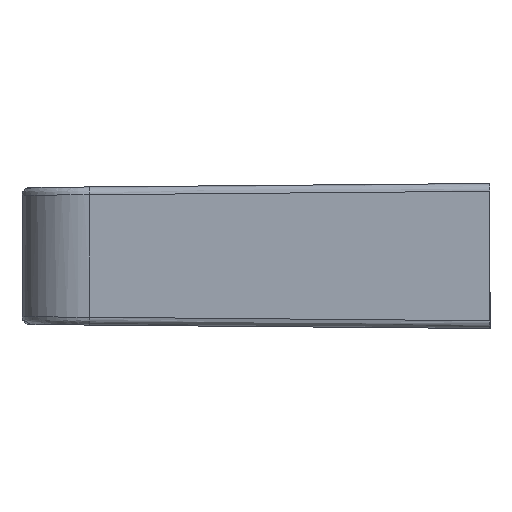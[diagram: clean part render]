
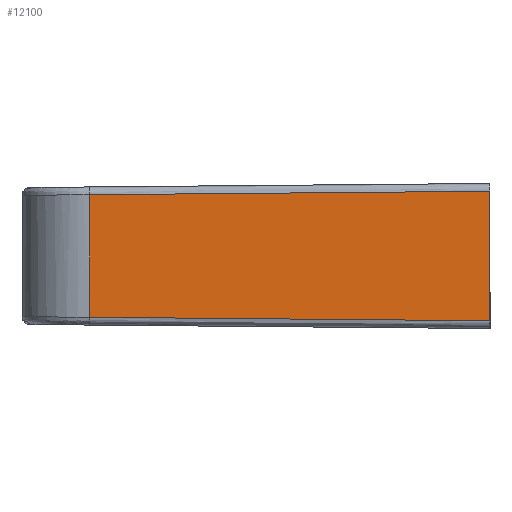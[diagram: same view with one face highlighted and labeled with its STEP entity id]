
A CAD part, left-side view. The second image highlights one B-rep face of the part: STEP entity #12100.
In plain terms, the highlighted planar face has unit normal (-0.999, 0.035, 0).
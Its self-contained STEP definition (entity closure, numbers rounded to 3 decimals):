
#6910=CARTESIAN_POINT('',(-102.,0.,-4.15));
#6920=VERTEX_POINT('',#6910);
#6950=CARTESIAN_POINT('',(-102.,0.,0.));
#6960=DIRECTION('',(0.,0.,1.));
#6970=VECTOR('',#6960,1.);
#6980=LINE('',#6950,#6970);
#6990=CARTESIAN_POINT('',(-102.,0.,4.15));
#7000=VERTEX_POINT('',#6990);
#7010=EDGE_CURVE('',#6920,#7000,#6980,.T.);
#11800=CARTESIAN_POINT('',(-102.,0.,0.));
#11810=DIRECTION('',(-0.999,0.035,0.));
#11820=DIRECTION('',(0.035,0.999,0.));
#11830=AXIS2_PLACEMENT_3D('',#11800,#11810,#11820);
#11840=PLANE('',#11830);
#11850=CARTESIAN_POINT('',(-101.999,0.017,
-4.15));
#11860=DIRECTION('',(0.035,0.999,
0.009));
#11870=VECTOR('',#11860,1.);
#11880=LINE('',#11850,#11870);
#11890=CARTESIAN_POINT('',(-101.104,25.657,
-3.926));
#11900=VERTEX_POINT('',#11890);
#11910=EDGE_CURVE('',#6920,#11900,#11880,.T.);
#11920=ORIENTED_EDGE('',*,*,#11910,.F.);
#11930=CARTESIAN_POINT('',(-101.104,25.657,0.));
#11940=DIRECTION('',(0.,0.,1.));
#11950=VECTOR('',#11940,1.);
#11960=LINE('',#11930,#11950);
#11970=CARTESIAN_POINT('',(-101.104,25.657,
3.926));
#11980=VERTEX_POINT('',#11970);
#11990=EDGE_CURVE('',#11900,#11980,#11960,.T.);
#12000=ORIENTED_EDGE('',*,*,#11990,.F.);
#12010=CARTESIAN_POINT('',(-101.999,0.017,
4.15));
#12020=DIRECTION('',(-0.035,-0.999,
0.009));
#12030=VECTOR('',#12020,1.);
#12040=LINE('',#12010,#12030);
#12050=EDGE_CURVE('',#11980,#7000,#12040,.T.);
#12060=ORIENTED_EDGE('',*,*,#12050,.F.);
#12070=ORIENTED_EDGE('',*,*,#7010,.T.);
#12080=EDGE_LOOP('',(#12070,#12060,#12000,#11920));
#12090=FACE_OUTER_BOUND('',#12080,.T.);
#12100=ADVANCED_FACE('',(#12090),#11840,.T.);
